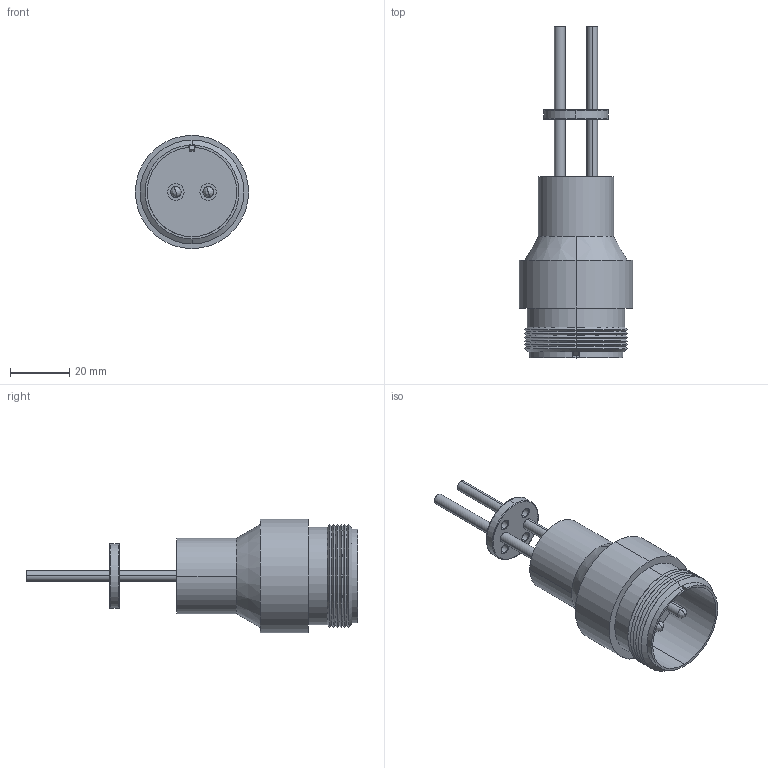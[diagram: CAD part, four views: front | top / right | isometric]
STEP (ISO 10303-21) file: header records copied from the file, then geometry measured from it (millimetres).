
FILE_DESCRIPTION (( 'STEP AP203' ), '1' );
FILE_NAME ('A5076-1-W.STEP', '2012-05-14T13:44:55', ( '' ), ( '' ), 'SwSTEP 2.0', 'SolidWorks 2011', '' );
FILE_SCHEMA (( 'CONFIG_CONTROL_DESIGN' ));
Length unit declared in the file: inch
Products named in the file (1): A5076-1-W
Bounding box: 38.1 x 111.76 x 38.1 mm (x, y, z)
Volume: 18450.9 mm3; surface area: 17858.9 mm2
Topology: 1 solids, 2 shells, 142 faces, 320 edges, 197 vertices
Faces by surface type: cylinder 56, cone 48, plane 30, bspline 8
Entity records: 4345 total; most frequent: CARTESIAN_POINT 974, DIRECTION 762, ORIENTED_EDGE 632, AXIS2_PLACEMENT_3D 317, EDGE_CURVE 316, VERTEX_POINT 197, CIRCLE 182, EDGE_LOOP 173
